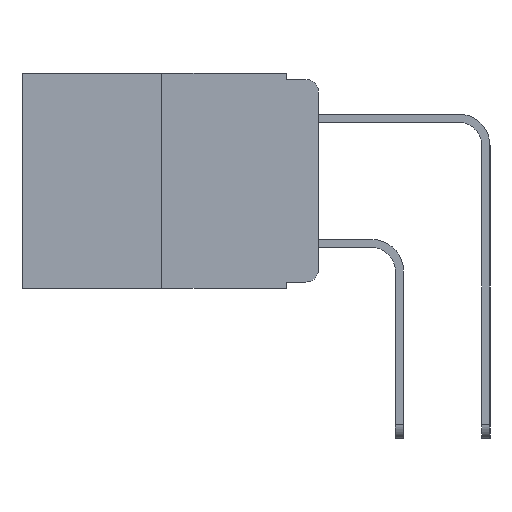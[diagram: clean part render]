
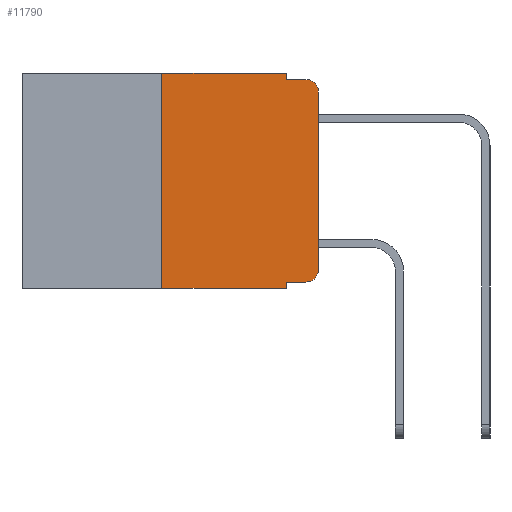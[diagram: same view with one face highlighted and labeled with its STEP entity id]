
A CAD part, left-side view. The second image highlights one B-rep face of the part: STEP entity #11790.
In plain terms, the highlighted planar face has unit normal (-1, 0, 0).
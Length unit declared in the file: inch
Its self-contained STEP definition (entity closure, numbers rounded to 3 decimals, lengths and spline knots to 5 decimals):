
#25 = ORIENTED_EDGE ( 'NONE', *, *, #4240, .F. ) ;
#198 = VECTOR ( 'NONE', #2329, 39.37008 ) ;
#490 = VERTEX_POINT ( 'NONE', #3040 ) ;
#1145 = CARTESIAN_POINT ( 'NONE',  ( 0., 0.051, 0. ) ) ;
#1474 = CARTESIAN_POINT ( 'NONE',  ( 0., 0.473, 0. ) ) ;
#1556 = DIRECTION ( 'NONE',  ( -1., 0., 0. ) ) ;
#1693 = ORIENTED_EDGE ( 'NONE', *, *, #6193, .T. ) ;
#1725 = ORIENTED_EDGE ( 'NONE', *, *, #4975, .T. ) ;
#1745 = CARTESIAN_POINT ( 'NONE',  ( 0., 0.02, -0.313 ) ) ;
#1863 = ORIENTED_EDGE ( 'NONE', *, *, #7676, .T. ) ;
#1921 = CARTESIAN_POINT ( 'NONE',  ( 0., 0., -0.03 ) ) ;
#1922 = LINE ( 'NONE', #9225, #4452 ) ;
#1992 = VERTEX_POINT ( 'NONE', #8618 ) ;
#2039 = LINE ( 'NONE', #6423, #7626 ) ;
#2165 = ORIENTED_EDGE ( 'NONE', *, *, #11325, .F. ) ;
#2329 = DIRECTION ( 'NONE',  ( 0., 0., 1. ) ) ;
#2372 = LINE ( 'NONE', #2384, #4844 ) ;
#2384 = CARTESIAN_POINT ( 'NONE',  ( 0., 0.051, -0.333 ) ) ;
#2506 = DIRECTION ( 'NONE',  ( 0., -1., 0. ) ) ;
#2845 = DIRECTION ( 'NONE',  ( 0., 0., -1. ) ) ;
#2998 = VERTEX_POINT ( 'NONE', #12186 ) ;
#3040 = CARTESIAN_POINT ( 'NONE',  ( 0., 0.051, -0.343 ) ) ;
#3220 = LINE ( 'NONE', #10768, #198 ) ;
#3242 = DIRECTION ( 'NONE',  ( 0., -1., 0. ) ) ;
#3528 = EDGE_CURVE ( 'NONE', #2998, #3589, #2039, .T. ) ;
#3545 = CARTESIAN_POINT ( 'NONE',  ( 0., 0.051, -0.333 ) ) ;
#3589 = VERTEX_POINT ( 'NONE', #9187 ) ;
#3700 = PLANE ( 'NONE',  #6899 ) ;
#3873 = VERTEX_POINT ( 'NONE', #4180 ) ;
#4180 = CARTESIAN_POINT ( 'NONE',  ( 0., 0., -0.313 ) ) ;
#4240 = EDGE_CURVE ( 'NONE', #5239, #8436, #9835, .T. ) ;
#4452 = VECTOR ( 'NONE', #13380, 39.37008 ) ;
#4518 = ORIENTED_EDGE ( 'NONE', *, *, #12466, .T. ) ;
#4573 = DIRECTION ( 'NONE',  ( 0., -1., 0. ) ) ;
#4594 = CARTESIAN_POINT ( 'NONE',  ( 0., 0.473, -0.343 ) ) ;
#4725 = DIRECTION ( 'NONE',  ( 1., 0., 0. ) ) ;
#4844 = VECTOR ( 'NONE', #2506, 39.37008 ) ;
#4975 = EDGE_CURVE ( 'NONE', #12349, #9003, #2372, .T. ) ;
#5017 = EDGE_CURVE ( 'NONE', #3589, #5239, #9811, .T. ) ;
#5094 = EDGE_CURVE ( 'NONE', #8436, #1992, #9134, .T. ) ;
#5239 = VERTEX_POINT ( 'NONE', #11358 ) ;
#5591 = EDGE_CURVE ( 'NONE', #3873, #12027, #3220, .T. ) ;
#5941 = EDGE_LOOP ( 'NONE', ( #9794, #4518, #13510, #25, #12708, #7212, #1693, #2165, #1725, #1863 ) ) ;
#5996 = VECTOR ( 'NONE', #3242, 39.37008 ) ;
#6180 = CARTESIAN_POINT ( 'NONE',  ( 0., 0.051, -0.01 ) ) ;
#6193 = EDGE_CURVE ( 'NONE', #2998, #490, #9624, .T. ) ;
#6263 = CIRCLE ( 'NONE', #8956, 0.02 ) ;
#6423 = CARTESIAN_POINT ( 'NONE',  ( 0., 0.25, 0. ) ) ;
#6790 = VECTOR ( 'NONE', #10893, 39.37008 ) ;
#6899 = AXIS2_PLACEMENT_3D ( 'NONE', #1474, #4725, #12049 ) ;
#6994 = VECTOR ( 'NONE', #4573, 39.37008 ) ;
#7133 = DIRECTION ( 'NONE',  ( 0., 0., 1. ) ) ;
#7212 = ORIENTED_EDGE ( 'NONE', *, *, #3528, .F. ) ;
#7626 = VECTOR ( 'NONE', #7133, 39.37008 ) ;
#7676 = EDGE_CURVE ( 'NONE', #9003, #3873, #6263, .T. ) ;
#7681 = CARTESIAN_POINT ( 'NONE',  ( 0., 0.02, -0.333 ) ) ;
#7893 = CARTESIAN_POINT ( 'NONE',  ( 0., 0.02, -0.03 ) ) ;
#8436 = VERTEX_POINT ( 'NONE', #6180 ) ;
#8618 = CARTESIAN_POINT ( 'NONE',  ( 0., 0.02, -0.01 ) ) ;
#8956 = AXIS2_PLACEMENT_3D ( 'NONE', #1745, #9150, #2845 ) ;
#8975 = DIRECTION ( 'NONE',  ( 0., 0., -1. ) ) ;
#9003 = VERTEX_POINT ( 'NONE', #7681 ) ;
#9134 = LINE ( 'NONE', #12448, #5996 ) ;
#9150 = DIRECTION ( 'NONE',  ( -1., 0., 0. ) ) ;
#9187 = CARTESIAN_POINT ( 'NONE',  ( 0., 0.25, 0. ) ) ;
#9219 = AXIS2_PLACEMENT_3D ( 'NONE', #7893, #1556, #8975 ) ;
#9225 = CARTESIAN_POINT ( 'NONE',  ( 0., 0.051, 0. ) ) ;
#9378 = FACE_OUTER_BOUND ( 'NONE', #5941, .T. ) ;
#9624 = LINE ( 'NONE', #4594, #6790 ) ;
#9794 = ORIENTED_EDGE ( 'NONE', *, *, #5591, .T. ) ;
#9811 = LINE ( 'NONE', #10124, #6994 ) ;
#9835 = LINE ( 'NONE', #1145, #12255 ) ;
#10124 = CARTESIAN_POINT ( 'NONE',  ( 0., 0.473, 0. ) ) ;
#10768 = CARTESIAN_POINT ( 'NONE',  ( 0., 0., 0. ) ) ;
#10893 = DIRECTION ( 'NONE',  ( 0., -1., 0. ) ) ;
#11325 = EDGE_CURVE ( 'NONE', #12349, #490, #1922, .T. ) ;
#11358 = CARTESIAN_POINT ( 'NONE',  ( 0., 0.051, 0. ) ) ;
#11790 = ADVANCED_FACE ( 'NONE', ( #9378 ), #3700, .F. ) ;
#12027 = VERTEX_POINT ( 'NONE', #1921 ) ;
#12049 = DIRECTION ( 'NONE',  ( 0., 0., -1. ) ) ;
#12186 = CARTESIAN_POINT ( 'NONE',  ( 0., 0.25, -0.343 ) ) ;
#12255 = VECTOR ( 'NONE', #13642, 39.37008 ) ;
#12349 = VERTEX_POINT ( 'NONE', #3545 ) ;
#12448 = CARTESIAN_POINT ( 'NONE',  ( 0., 0.051, -0.01 ) ) ;
#12466 = EDGE_CURVE ( 'NONE', #12027, #1992, #12588, .T. ) ;
#12588 = CIRCLE ( 'NONE', #9219, 0.02 ) ;
#12708 = ORIENTED_EDGE ( 'NONE', *, *, #5017, .F. ) ;
#13380 = DIRECTION ( 'NONE',  ( 0., 0., -1. ) ) ;
#13510 = ORIENTED_EDGE ( 'NONE', *, *, #5094, .F. ) ;
#13642 = DIRECTION ( 'NONE',  ( 0., 0., -1. ) ) ;
